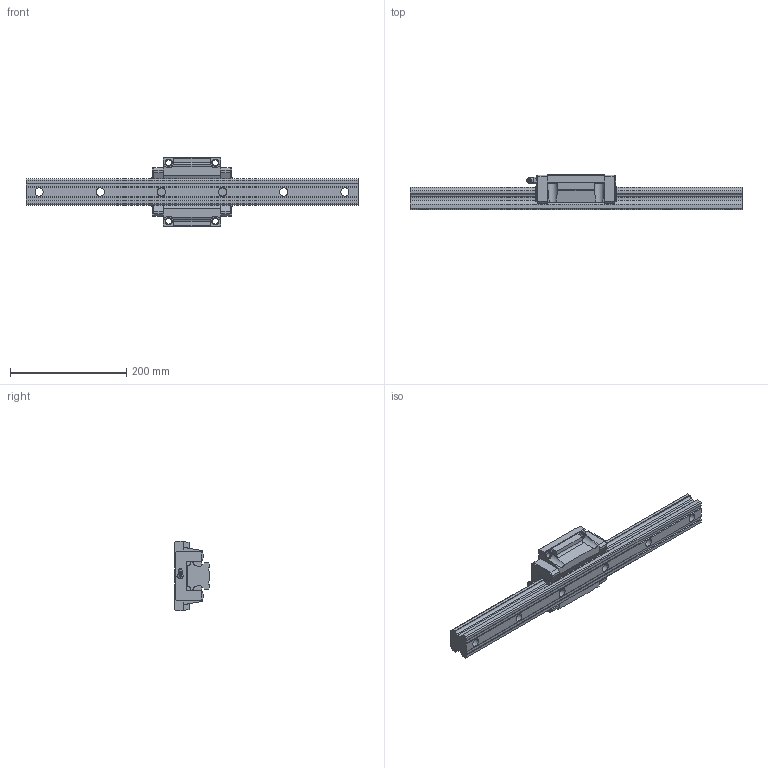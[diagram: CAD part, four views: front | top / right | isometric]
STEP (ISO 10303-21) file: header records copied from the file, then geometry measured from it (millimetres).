
FILE_DESCRIPTION( ( '' ), '1' );
FILE_NAME( 'HSR45 A 1 SS +570L( 22.5B-PT1_80215.5000).stp', '2015-10-08T14:53:53', ( '' ), ( '' ), ' ', ' ', ' ' );
FILE_SCHEMA( ( 'automotive_design' ) );
Length unit declared in the file: millimetre
Products named in the file (3): 1; 2; 3
Bounding box: 570 x 60 x 120 mm (x, y, z)
Volume: 1281736 mm3; surface area: 172674.3 mm2
Topology: 3 solids, 3 shells, 303 faces, 819 edges, 527 vertices
Faces by surface type: plane 195, cylinder 56, cone 40, torus 8, sphere 4
Entity records: 18964 total; most frequent: CARTESIAN_POINT 2064, STYLED_ITEM 1646, PRESENTATION_STYLE_ASSIGNMENT 1646, COLOUR_RGB 1646, ORIENTED_EDGE 1626, DIRECTION 1588, EDGE_CURVE 813, CURVE_STYLE 813
